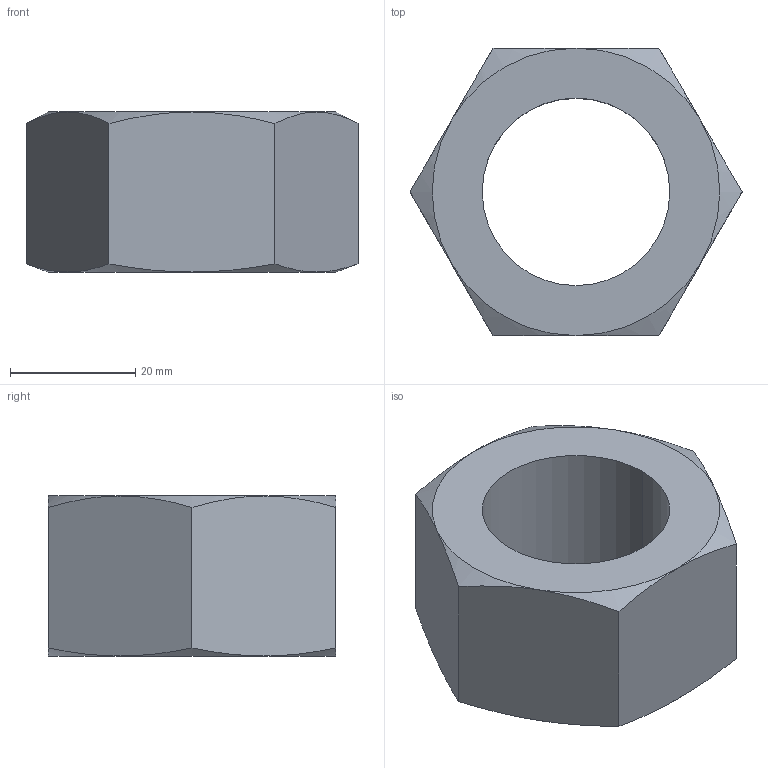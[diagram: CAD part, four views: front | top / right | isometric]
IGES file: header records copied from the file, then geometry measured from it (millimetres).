
Start section:  PTC IGES file: gbt6170_m30_mir_mir.igs
Global section: file name: gbt6170_m30_mir_mir.igs; native system: Pro/ENGINEER by Parametric Technology Corporation; preprocessor: 2004110; author: liuxiaokun; organization: Unknown; date: 080428.080948; units: millimetre
Bounding box: 53.12 x 46 x 25.6 mm (x, y, z)
Volume: 28655.6 mm3; surface area: 8604.5 mm2
Topology: 1 solids, 1 shells, 22 faces, 48 edges, 28 vertices
Faces by surface type: revolution 14, bspline 8
